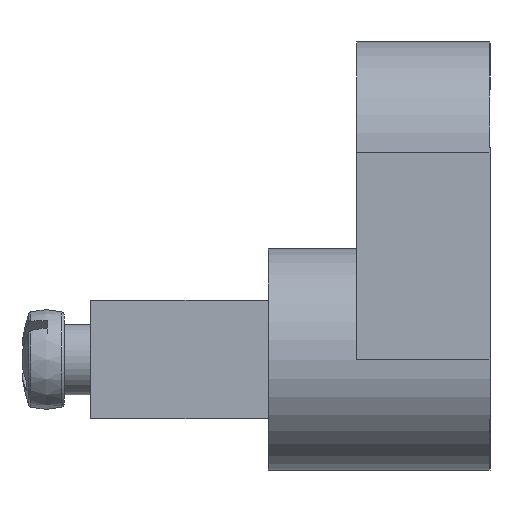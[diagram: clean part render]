
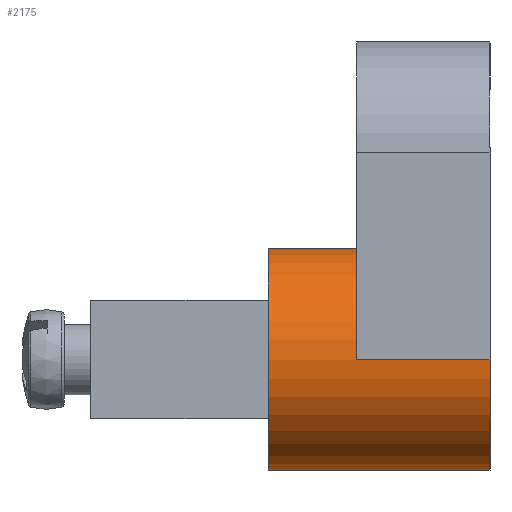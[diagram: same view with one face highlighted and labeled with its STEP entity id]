
A CAD part, left-side view. The second image highlights one B-rep face of the part: STEP entity #2175.
In plain terms, the highlighted cylindrical face has radius 7.5 mm (diameter 15 mm), a full revolution.
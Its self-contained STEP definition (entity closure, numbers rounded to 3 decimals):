
#154=LINE('',#4297,#200);
#155=LINE('',#4300,#201);
#200=VECTOR('',#3015,9.);
#201=VECTOR('',#3018,9.);
#442=FACE_BOUND('',#991,.T.);
#583=CIRCLE('',#2440,7.5);
#584=CIRCLE('',#2441,7.5);
#585=CIRCLE('',#2442,7.5);
#707=FACE_OUTER_BOUND('',#990,.T.);
#990=EDGE_LOOP('',(#1849,#1850,#1851,#1852));
#991=EDGE_LOOP('',(#1853));
#1221=VERTEX_POINT('',#4293);
#1222=VERTEX_POINT('',#4294);
#1223=VERTEX_POINT('',#4296);
#1224=VERTEX_POINT('',#4298);
#1225=VERTEX_POINT('',#4301);
#1438=EDGE_CURVE('',#1221,#1222,#583,.T.);
#1439=EDGE_CURVE('',#1223,#1222,#154,.T.);
#1440=EDGE_CURVE('',#1224,#1223,#584,.T.);
#1441=EDGE_CURVE('',#1224,#1221,#155,.T.);
#1442=EDGE_CURVE('',#1225,#1225,#585,.T.);
#1849=ORIENTED_EDGE('',*,*,#1438,.T.);
#1850=ORIENTED_EDGE('',*,*,#1439,.F.);
#1851=ORIENTED_EDGE('',*,*,#1440,.F.);
#1852=ORIENTED_EDGE('',*,*,#1441,.T.);
#1853=ORIENTED_EDGE('',*,*,#1442,.F.);
#1970=CYLINDRICAL_SURFACE('',#2439,7.5);
#2175=ADVANCED_FACE('',(#707,#442),#1970,.T.);
#2439=AXIS2_PLACEMENT_3D('',#4292,#3011,#3012);
#2440=AXIS2_PLACEMENT_3D('',#4295,#3013,#3014);
#2441=AXIS2_PLACEMENT_3D('',#4299,#3016,#3017);
#2442=AXIS2_PLACEMENT_3D('',#4302,#3019,#3020);
#3011=DIRECTION('center_axis',(0.,1.,0.));
#3012=DIRECTION('ref_axis',(0.,0.,1.));
#3013=DIRECTION('center_axis',(0.,1.,0.));
#3014=DIRECTION('ref_axis',(0.,0.,1.));
#3015=DIRECTION('',(0.,1.,0.));
#3016=DIRECTION('center_axis',(0.,-1.,0.));
#3017=DIRECTION('ref_axis',(0.,0.,1.));
#3018=DIRECTION('',(0.,1.,0.));
#3019=DIRECTION('center_axis',(0.,1.,0.));
#3020=DIRECTION('ref_axis',(0.,0.,1.));
#4292=CARTESIAN_POINT('Origin',(-7.,-10.607,0.));
#4293=CARTESIAN_POINT('',(-7.,9.,7.5));
#4294=CARTESIAN_POINT('',(-7.,9.,-7.5));
#4295=CARTESIAN_POINT('Origin',(-7.,9.,0.));
#4296=CARTESIAN_POINT('',(-7.,0.,-7.5));
#4297=CARTESIAN_POINT('',(-7.,-10.607,-7.5));
#4298=CARTESIAN_POINT('',(-7.,0.,7.5));
#4299=CARTESIAN_POINT('Origin',(-7.,0.,0.));
#4300=CARTESIAN_POINT('',(-7.,-10.607,7.5));
#4301=CARTESIAN_POINT('',(-7.,15.,7.5));
#4302=CARTESIAN_POINT('Origin',(-7.,15.,0.));
